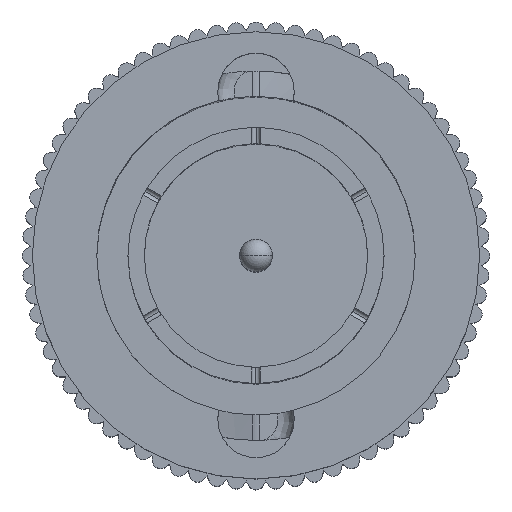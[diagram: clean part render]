
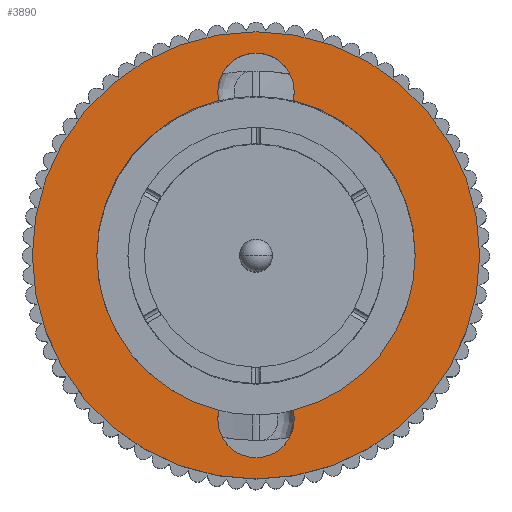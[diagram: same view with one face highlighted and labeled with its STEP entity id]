
A CAD part, top view. The second image highlights one B-rep face of the part: STEP entity #3890.
In plain terms, the highlighted planar face has unit normal (0, 0, 1).
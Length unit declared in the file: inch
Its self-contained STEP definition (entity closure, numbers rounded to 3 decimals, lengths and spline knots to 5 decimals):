
#2931 = VERTEX_POINT ( 'NONE', #8011 ) ;
#2932 = VERTEX_POINT ( 'NONE', #8010 ) ;
#2938 = VERTEX_POINT ( 'NONE', #7912 ) ;
#2943 = EDGE_CURVE ( 'NONE', #3272, #2944, #7982, .T. ) ;
#2944 = VERTEX_POINT ( 'NONE', #7977 ) ;
#2947 = EDGE_CURVE ( 'NONE', #2931, #2932, #7966, .T. ) ;
#2949 = EDGE_CURVE ( 'NONE', #2938, #3272, #7960, .T. ) ;
#2965 = EDGE_CURVE ( 'NONE', #3151, #2966, #8072, .T. ) ;
#2966 = VERTEX_POINT ( 'NONE', #13255 ) ;
#3014 = VERTEX_POINT ( 'NONE', #13349 ) ;
#3016 = EDGE_CURVE ( 'NONE', #3014, #3017, #13247, .T. ) ;
#3017 = VERTEX_POINT ( 'NONE', #13226 ) ;
#3148 = VERTEX_POINT ( 'NONE', #8272 ) ;
#3150 = EDGE_CURVE ( 'NONE', #3148, #3151, #8294, .T. ) ;
#3151 = VERTEX_POINT ( 'NONE', #8289 ) ;
#3272 = VERTEX_POINT ( 'NONE', #8830 ) ;
#3409 = EDGE_CURVE ( 'NONE', #3017, #3148, #9095, .T. ) ;
#3516 = VERTEX_POINT ( 'NONE', #9242 ) ;
#3772 = EDGE_CURVE ( 'NONE', #2966, #2938, #9675, .T. ) ;
#3773 = ORIENTED_EDGE ( 'NONE', *, *, #2965, .F. ) ;
#3774 = ORIENTED_EDGE ( 'NONE', *, *, #3150, .F. ) ;
#3777 = ORIENTED_EDGE ( 'NONE', *, *, #3409, .F. ) ;
#3778 = ORIENTED_EDGE ( 'NONE', *, *, #3016, .F. ) ;
#3796 = ORIENTED_EDGE ( 'NONE', *, *, #3797, .F. ) ;
#3797 = EDGE_CURVE ( 'NONE', #2932, #3014, #9885, .T. ) ;
#3798 = ORIENTED_EDGE ( 'NONE', *, *, #2947, .F. ) ;
#3799 = EDGE_LOOP ( 'NONE', ( #3800, #3801 ) ) ;
#3800 = ORIENTED_EDGE ( 'NONE', *, *, #3880, .T. ) ;
#3801 = ORIENTED_EDGE ( 'NONE', *, *, #3825, .T. ) ;
#3825 = EDGE_CURVE ( 'NONE', #3516, #3856, #9832, .T. ) ;
#3856 = VERTEX_POINT ( 'NONE', #10084 ) ;
#3880 = EDGE_CURVE ( 'NONE', #3856, #3516, #9996, .T. ) ;
#3890 = ADVANCED_FACE ( 'NONE', ( #10074, #10069 ), #10068, .T. ) ;
#3891 = EDGE_LOOP ( 'NONE', ( #3892, #3894, #3895, #3896, #3773, #3774, #3777, #3778, #3796, #3798 ) ) ;
#3892 = ORIENTED_EDGE ( 'NONE', *, *, #3893, .F. ) ;
#3893 = EDGE_CURVE ( 'NONE', #2944, #2931, #10063, .T. ) ;
#3894 = ORIENTED_EDGE ( 'NONE', *, *, #2943, .F. ) ;
#3895 = ORIENTED_EDGE ( 'NONE', *, *, #2949, .F. ) ;
#3896 = ORIENTED_EDGE ( 'NONE', *, *, #3772, .F. ) ;
#7912 = CARTESIAN_POINT ( 'NONE',  ( 0.0465, 0.2, 0. ) ) ;
#7956 = DIRECTION ( 'NONE',  ( -1., 0., 0. ) ) ;
#7957 = DIRECTION ( 'NONE',  ( 0., 0., 1. ) ) ;
#7958 = CARTESIAN_POINT ( 'NONE',  ( 0., 0.2, 0. ) ) ;
#7959 = AXIS2_PLACEMENT_3D ( 'NONE', #7958, #7957, #7956 ) ;
#7960 = CIRCLE ( 'NONE', #7959, 0.0465 ) ;
#7962 = DIRECTION ( 'NONE',  ( 1., 0., 0. ) ) ;
#7963 = DIRECTION ( 'NONE',  ( 0., 0., 1. ) ) ;
#7964 = CARTESIAN_POINT ( 'NONE',  ( 0., 0., 0. ) ) ;
#7965 = AXIS2_PLACEMENT_3D ( 'NONE', #7964, #7963, #7962 ) ;
#7966 = CIRCLE ( 'NONE', #7965, 0.194 ) ;
#7977 = CARTESIAN_POINT ( 'NONE',  ( -0.0451, 0.18868, 0. ) ) ;
#7978 = DIRECTION ( 'NONE',  ( -1., 0., 0. ) ) ;
#7979 = DIRECTION ( 'NONE',  ( 0., 0., 1. ) ) ;
#7980 = CARTESIAN_POINT ( 'NONE',  ( 0., 0.2, 0. ) ) ;
#7981 = AXIS2_PLACEMENT_3D ( 'NONE', #7980, #7979, #7978 ) ;
#7982 = CIRCLE ( 'NONE', #7981, 0.0465 ) ;
#8010 = CARTESIAN_POINT ( 'NONE',  ( -0.0451, -0.18868, 0. ) ) ;
#8011 = CARTESIAN_POINT ( 'NONE',  ( -0.194, 0., 0. ) ) ;
#8072 = CIRCLE ( 'NONE', #8079, 0.194 ) ;
#8077 = DIRECTION ( 'NONE',  ( 1., 0., 0. ) ) ;
#8078 = DIRECTION ( 'NONE',  ( 0., 0., 1. ) ) ;
#8079 = AXIS2_PLACEMENT_3D ( 'NONE', #8081, #8078, #8077 ) ;
#8081 = CARTESIAN_POINT ( 'NONE',  ( 0., 0., 0. ) ) ;
#8272 = CARTESIAN_POINT ( 'NONE',  ( 0.0451, -0.18868, 0. ) ) ;
#8289 = CARTESIAN_POINT ( 'NONE',  ( 0.194, 0., 0. ) ) ;
#8290 = DIRECTION ( 'NONE',  ( 1., 0., 0. ) ) ;
#8291 = DIRECTION ( 'NONE',  ( 0., 0., 1. ) ) ;
#8292 = CARTESIAN_POINT ( 'NONE',  ( 0., 0., 0. ) ) ;
#8293 = AXIS2_PLACEMENT_3D ( 'NONE', #8292, #8291, #8290 ) ;
#8294 = CIRCLE ( 'NONE', #8293, 0.194 ) ;
#8830 = CARTESIAN_POINT ( 'NONE',  ( -0.0465, 0.2, 0. ) ) ;
#9095 = CIRCLE ( 'NONE', #9123, 0.0465 ) ;
#9120 = DIRECTION ( 'NONE',  ( 1., 0., 0. ) ) ;
#9121 = DIRECTION ( 'NONE',  ( 0., 0., 1. ) ) ;
#9122 = CARTESIAN_POINT ( 'NONE',  ( 0., -0.2, 0. ) ) ;
#9123 = AXIS2_PLACEMENT_3D ( 'NONE', #9122, #9121, #9120 ) ;
#9242 = CARTESIAN_POINT ( 'NONE',  ( -0.2725, 0., 0. ) ) ;
#9671 = DIRECTION ( 'NONE',  ( -1., 0., 0. ) ) ;
#9672 = DIRECTION ( 'NONE',  ( 0., 0., 1. ) ) ;
#9673 = CARTESIAN_POINT ( 'NONE',  ( 0., 0.2, 0. ) ) ;
#9674 = AXIS2_PLACEMENT_3D ( 'NONE', #9673, #9672, #9671 ) ;
#9675 = CIRCLE ( 'NONE', #9674, 0.0465 ) ;
#9828 = DIRECTION ( 'NONE',  ( 1., 0., 0. ) ) ;
#9829 = DIRECTION ( 'NONE',  ( 0., 0., 1. ) ) ;
#9830 = CARTESIAN_POINT ( 'NONE',  ( 0., 0., 0. ) ) ;
#9831 = AXIS2_PLACEMENT_3D ( 'NONE', #9830, #9829, #9828 ) ;
#9832 = CIRCLE ( 'NONE', #9831, 0.2725 ) ;
#9881 = DIRECTION ( 'NONE',  ( 1., 0., 0. ) ) ;
#9882 = DIRECTION ( 'NONE',  ( 0., 0., 1. ) ) ;
#9883 = CARTESIAN_POINT ( 'NONE',  ( 0., -0.2, 0. ) ) ;
#9884 = AXIS2_PLACEMENT_3D ( 'NONE', #9883, #9882, #9881 ) ;
#9885 = CIRCLE ( 'NONE', #9884, 0.0465 ) ;
#9992 = DIRECTION ( 'NONE',  ( 1., 0., 0. ) ) ;
#9993 = DIRECTION ( 'NONE',  ( 0., 0., 1. ) ) ;
#9994 = CARTESIAN_POINT ( 'NONE',  ( 0., 0., 0. ) ) ;
#9995 = AXIS2_PLACEMENT_3D ( 'NONE', #9994, #9993, #9992 ) ;
#9996 = CIRCLE ( 'NONE', #9995, 0.2725 ) ;
#10059 = DIRECTION ( 'NONE',  ( 1., 0., 0. ) ) ;
#10060 = DIRECTION ( 'NONE',  ( 0., 0., 1. ) ) ;
#10061 = CARTESIAN_POINT ( 'NONE',  ( 0., 0., 0. ) ) ;
#10062 = AXIS2_PLACEMENT_3D ( 'NONE', #10061, #10060, #10059 ) ;
#10063 = CIRCLE ( 'NONE', #10062, 0.194 ) ;
#10064 = DIRECTION ( 'NONE',  ( 1., 0., 0. ) ) ;
#10065 = DIRECTION ( 'NONE',  ( 0., 0., 1. ) ) ;
#10066 = CARTESIAN_POINT ( 'NONE',  ( 0.2725, 0., 0. ) ) ;
#10067 = AXIS2_PLACEMENT_3D ( 'NONE', #10066, #10065, #10064 ) ;
#10068 = PLANE ( 'NONE',  #10067 ) ;
#10069 = FACE_OUTER_BOUND ( 'NONE', #3799, .T. ) ;
#10074 = FACE_BOUND ( 'NONE', #3891, .T. ) ;
#10084 = CARTESIAN_POINT ( 'NONE',  ( 0.2725, 0., 0. ) ) ;
#13226 = CARTESIAN_POINT ( 'NONE',  ( 0.0465, -0.2, 0. ) ) ;
#13227 = DIRECTION ( 'NONE',  ( 1., 0., 0. ) ) ;
#13228 = DIRECTION ( 'NONE',  ( 0., 0., 1. ) ) ;
#13229 = CARTESIAN_POINT ( 'NONE',  ( 0., -0.2, 0. ) ) ;
#13246 = AXIS2_PLACEMENT_3D ( 'NONE', #13229, #13228, #13227 ) ;
#13247 = CIRCLE ( 'NONE', #13246, 0.0465 ) ;
#13255 = CARTESIAN_POINT ( 'NONE',  ( 0.0451, 0.18868, 0. ) ) ;
#13349 = CARTESIAN_POINT ( 'NONE',  ( -0.0465, -0.2, 0. ) ) ;
